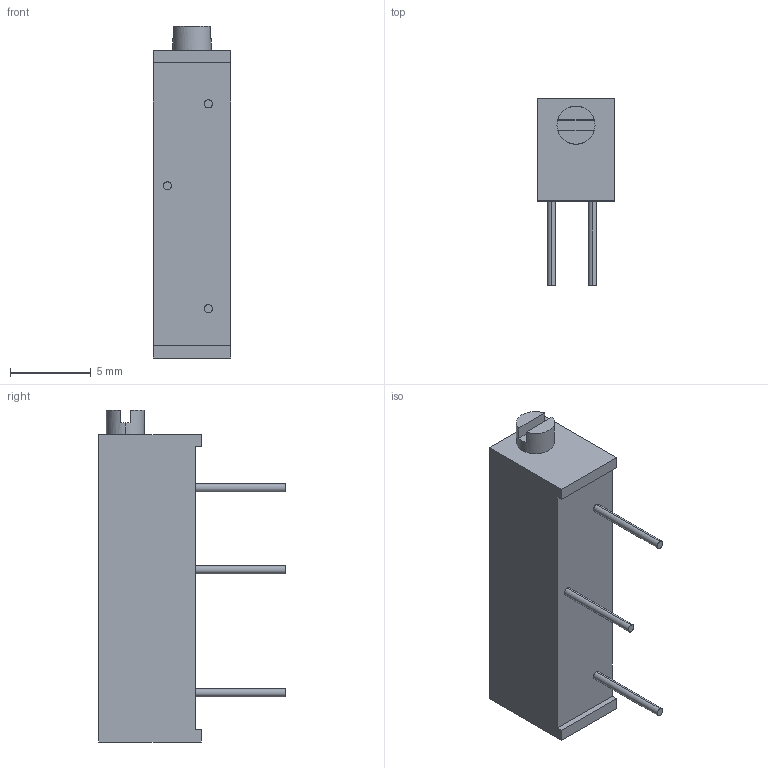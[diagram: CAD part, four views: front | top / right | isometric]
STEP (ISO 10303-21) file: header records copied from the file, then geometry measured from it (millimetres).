
FILE_DESCRIPTION (( 'STEP AP214' ), '1' );
FILE_NAME ('2F6DB28B-69A8-4A15-840B-25EBE8B3469C.STEP', '2007-07-31T08:22:08', ( 'SysAdmin' ), ( 'SolidWorks' ), 'SwSTEP 2.0', 'SolidWorks 2007', '' );
FILE_SCHEMA (( 'AUTOMOTIVE_DESIGN' ));
Length unit declared in the file: inch
Products named in the file (1): 2F6DB28B-69A8-4A15-840B-25EBE8B3469C
Bounding box: 4.83 x 11.56 x 20.57 mm (x, y, z)
Volume: 560.5 mm3; surface area: 518.1 mm2
Topology: 1 solids, 1 shells, 26 faces, 60 edges, 40 vertices
Faces by surface type: plane 18, cylinder 8
Entity records: 979 total; most frequent: DIRECTION 134, CARTESIAN_POINT 127, ORIENTED_EDGE 120, EDGE_CURVE 60, AXIS2_PLACEMENT_3D 47, VERTEX_POINT 40, VECTOR 40, LINE 40
